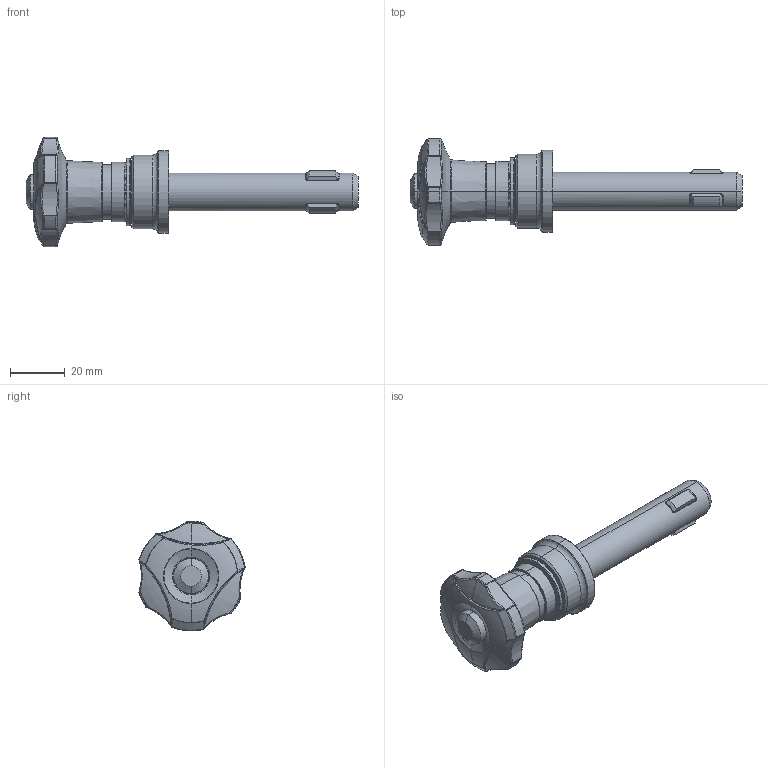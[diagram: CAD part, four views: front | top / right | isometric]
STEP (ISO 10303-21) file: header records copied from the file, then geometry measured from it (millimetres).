
FILE_DESCRIPTION (( 'STEP AP214' ), '1' );
FILE_NAME ('22356.0510.STEP', '2022-10-10T09:49:14', ( '' ), ( '' ), 'SwSTEP 2.0', 'SolidWorks 2021', '' );
FILE_SCHEMA (( 'AUTOMOTIVE_DESIGN' ));
Length unit declared in the file: millimetre
Products named in the file (1): 22356.0510
Bounding box: 121.15 x 38.76 x 40 mm (x, y, z)
Volume: 39090.9 mm3; surface area: 10028.1 mm2
Topology: 1 solids, 1 shells, 331 faces, 741 edges, 427 vertices
Faces by surface type: cylinder 73, plane 65, bspline 54, torus 53, sphere 50, cone 36
Entity records: 16539 total; most frequent: CARTESIAN_POINT 5945, ORIENTED_EDGE 1482, DIRECTION 1465, EDGE_CURVE 741, AXIS2_PLACEMENT_3D 651, VERTEX_POINT 427, CIRCLE 373, EDGE_LOOP 346
